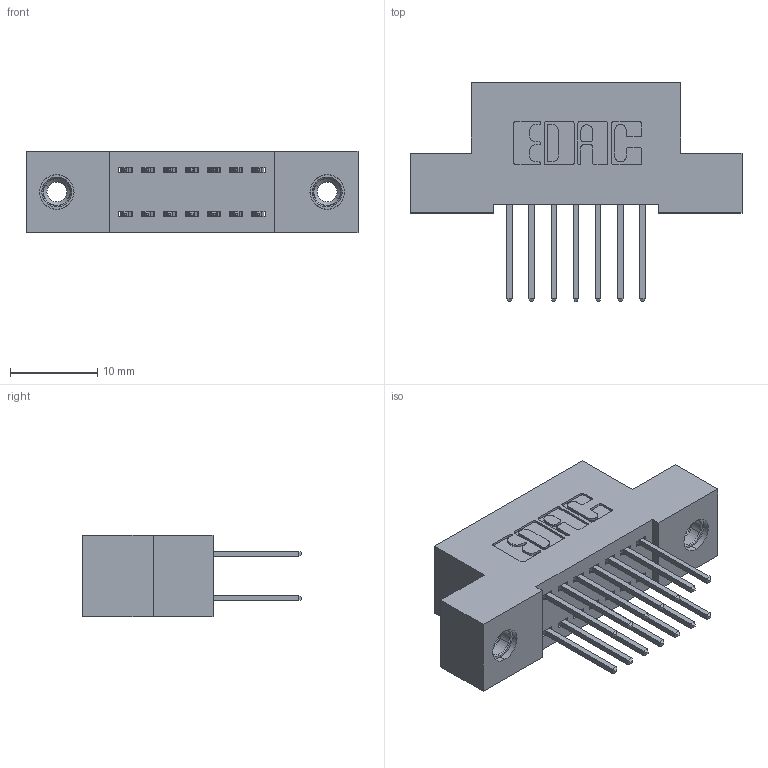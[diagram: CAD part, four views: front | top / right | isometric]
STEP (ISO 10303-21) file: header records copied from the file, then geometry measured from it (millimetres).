
FILE_DESCRIPTION (( 'STEP AP203' ), '1' );
FILE_NAME ('342-014-523-208.STEP', '2019-10-01T16:30:39', ( '' ), ( '' ), 'SwSTEP 2.0', 'SolidWorks 2016', '' );
FILE_SCHEMA (( 'CONFIG_CONTROL_DESIGN' ));
Length unit declared in the file: inch
Products named in the file (4): 342 Part_TI; 345-292-001_345-293-123; 345-250-001_345-250-003-102; 342-014-523-208
Assembly tree (17 placements, depth 2):
  342-014-523-208
    342 Part_TI
    345-292-001_345-293-123  x14
    345-250-001_345-250-003-102  x2
Bounding box: 38.1 x 25.15 x 9.4 mm (x, y, z)
Volume: 3280.6 mm3; surface area: 4610 mm2
Topology: 17 solids, 17 shells, 898 faces, 2605 edges, 1710 vertices
Faces by surface type: plane 602, cylinder 280, cone 12, torus 4
Entity records: 10102 total; most frequent: CARTESIAN_POINT 1697, ORIENTED_EDGE 1626, DIRECTION 1543, EDGE_CURVE 813, VECTOR 665, LINE 665, VERTEX_POINT 536, AXIS2_PLACEMENT_3D 439
